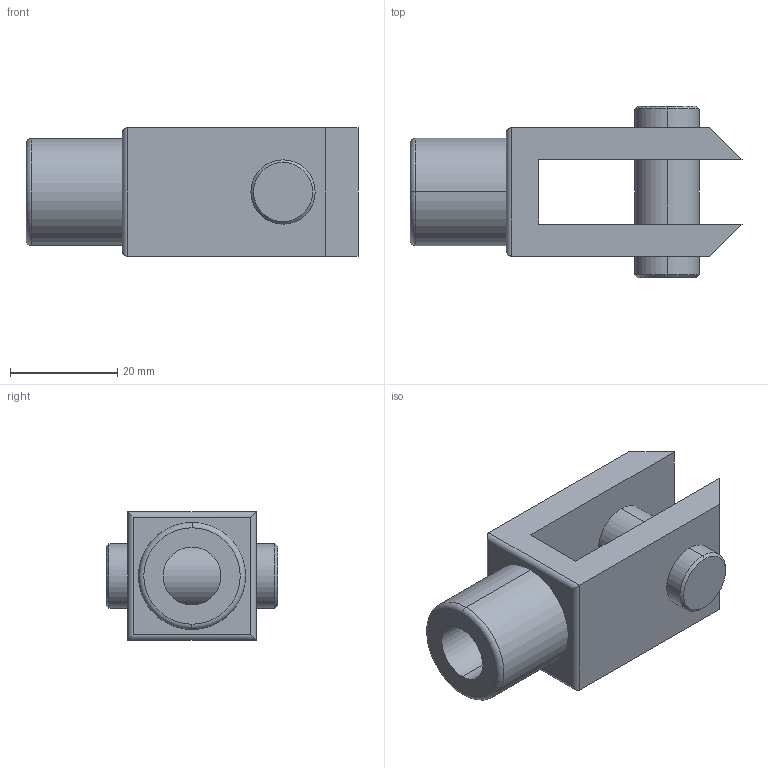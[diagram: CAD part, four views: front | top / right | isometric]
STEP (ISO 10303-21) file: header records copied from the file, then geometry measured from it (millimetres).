
FILE_DESCRIPTION (( 'STEP AP214' ), '1' );
FILE_NAME ('GRC-M12-125.step', '2017-08-21T13:01:44', ( '' ), ( '' ), 'SwSTEP 2.0', 'SolidWorks 2017', '' );
FILE_SCHEMA (( 'AUTOMOTIVE_DESIGN' ));
Length unit declared in the file: millimetre
Products named in the file (1): GRC-M12-125
Bounding box: 62 x 32 x 24 mm (x, y, z)
Volume: 19211.6 mm3; surface area: 8245.2 mm2
Topology: 1 solids, 1 shells, 33 faces, 74 edges, 46 vertices
Faces by surface type: cylinder 14, plane 13, cone 4, torus 2
Entity records: 980 total; most frequent: CARTESIAN_POINT 166, DIRECTION 166, ORIENTED_EDGE 148, EDGE_CURVE 74, AXIS2_PLACEMENT_3D 62, VERTEX_POINT 46, LINE 42, VECTOR 42
